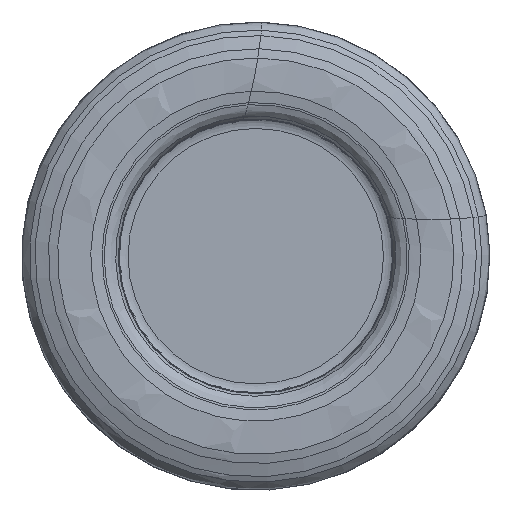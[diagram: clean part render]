
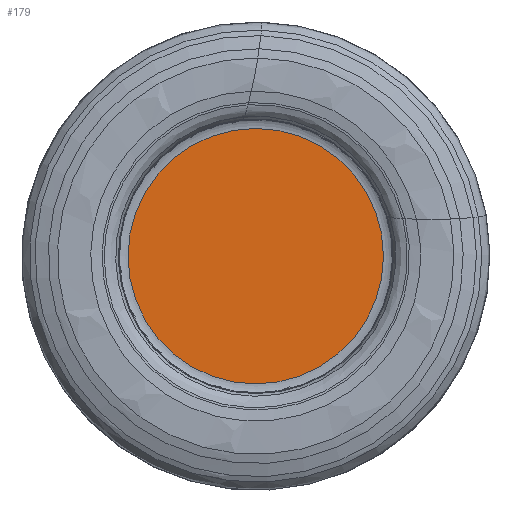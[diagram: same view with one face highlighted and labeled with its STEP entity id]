
A CAD part, left-side view. The second image highlights one B-rep face of the part: STEP entity #179.
In plain terms, the highlighted planar face has unit normal (-1, 0, 0).
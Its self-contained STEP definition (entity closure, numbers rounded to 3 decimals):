
#84=PLANE('',#1129);
#179=ADVANCED_FACE('',(#293),#84,.F.);
#293=FACE_OUTER_BOUND('',#385,.T.);
#385=EDGE_LOOP('',(#745));
#485=CIRCLE('',#1127,7.635);
#745=ORIENTED_EDGE('',*,*,#949,.T.);
#819=VERTEX_POINT('',#2523);
#949=EDGE_CURVE('',#819,#819,#485,.T.);
#1127=AXIS2_PLACEMENT_3D('',#2522,#1394,#1395);
#1129=AXIS2_PLACEMENT_3D('',#2525,#1398,#1399);
#1394=DIRECTION('',(-1.,0.,0.));
#1395=DIRECTION('',(0.,0.,1.));
#1398=DIRECTION('',(1.,0.,0.));
#1399=DIRECTION('',(0.,0.,-1.));
#2522=CARTESIAN_POINT('',(1.9,0.,0.));
#2523=CARTESIAN_POINT('',(1.9,0.,7.635));
#2525=CARTESIAN_POINT('',(1.9,7.635,0.));
